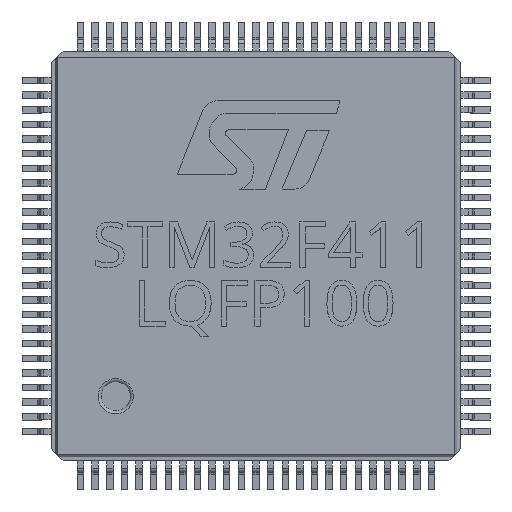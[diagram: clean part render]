
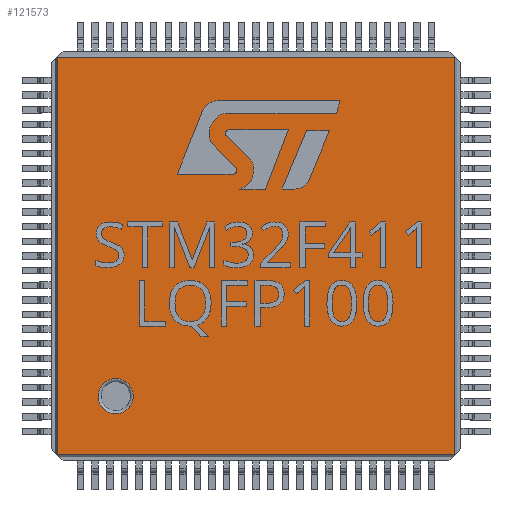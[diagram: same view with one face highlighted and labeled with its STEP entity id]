
A CAD part, top view. The second image highlights one B-rep face of the part: STEP entity #121573.
In plain terms, the highlighted planar face has unit normal (0, 0, 1).
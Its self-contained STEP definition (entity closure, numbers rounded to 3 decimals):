
#121573 = ADVANCED_FACE('',(#121574,#121614),#121587,.F.);
#121574 = FACE_BOUND('',#121575,.F.);
#121575 = EDGE_LOOP('',(#121576));
#121576 = ORIENTED_EDGE('',*,*,#121577,.T.);
#121577 = EDGE_CURVE('',#121578,#121578,#121580,.T.);
#121578 = VERTEX_POINT('',#121579);
#121579 = CARTESIAN_POINT('',(-4.2,-4.8,1.6));
#121580 = SURFACE_CURVE('',#121581,(#121586,#121602),.PCURVE_S1.);
#121581 = CIRCLE('',#121582,0.6);
#121582 = AXIS2_PLACEMENT_3D('',#121583,#121584,#121585);
#121583 = CARTESIAN_POINT('',(-4.8,-4.8,1.6));
#121584 = DIRECTION('',(0.,0.,1.));
#121585 = DIRECTION('',(1.,0.,0.));
#121586 = PCURVE('',#121587,#121592);
#121587 = PLANE('',#121588);
#121588 = AXIS2_PLACEMENT_3D('',#121589,#121590,#121591);
#121589 = CARTESIAN_POINT('',(0.,0.,1.6));
#121590 = DIRECTION('',(0.,0.,-1.));
#121591 = DIRECTION('',(-1.,0.,0.));
#121592 = DEFINITIONAL_REPRESENTATION('',(#121593),#121601);
#121593 = ( BOUNDED_CURVE() B_SPLINE_CURVE(2,(#121594,#121595,#121596,
    #121597,#121598,#121599,#121600),.UNSPECIFIED.,.T.,.F.) 
B_SPLINE_CURVE_WITH_KNOTS((1,2,2,2,2,1),(-2.094,0.,
    2.094,4.189,6.283,8.378),
.UNSPECIFIED.) CURVE() GEOMETRIC_REPRESENTATION_ITEM() 
RATIONAL_B_SPLINE_CURVE((1.,0.5,1.,0.5,1.,0.5,1.)) REPRESENTATION_ITEM(
  '') );
#121594 = CARTESIAN_POINT('',(4.2,-4.8));
#121595 = CARTESIAN_POINT('',(4.2,-3.761));
#121596 = CARTESIAN_POINT('',(5.1,-4.28));
#121597 = CARTESIAN_POINT('',(6.,-4.8));
#121598 = CARTESIAN_POINT('',(5.1,-5.32));
#121599 = CARTESIAN_POINT('',(4.2,-5.839));
#121600 = CARTESIAN_POINT('',(4.2,-4.8));
#121601 = ( GEOMETRIC_REPRESENTATION_CONTEXT(2) 
PARAMETRIC_REPRESENTATION_CONTEXT() REPRESENTATION_CONTEXT('2D SPACE',''
  ) );
#121602 = PCURVE('',#121603,#121608);
#121603 = TOROIDAL_SURFACE('',#121604,0.6,0.1);
#121604 = AXIS2_PLACEMENT_3D('',#121605,#121606,#121607);
#121605 = CARTESIAN_POINT('',(-4.8,-4.8,1.5));
#121606 = DIRECTION('',(0.,0.,1.));
#121607 = DIRECTION('',(1.,0.,0.));
#121608 = DEFINITIONAL_REPRESENTATION('',(#121609),#121613);
#121609 = LINE('',#121610,#121611);
#121610 = CARTESIAN_POINT('',(0.,1.571));
#121611 = VECTOR('',#121612,1.);
#121612 = DIRECTION('',(1.,0.));
#121613 = ( GEOMETRIC_REPRESENTATION_CONTEXT(2) 
PARAMETRIC_REPRESENTATION_CONTEXT() REPRESENTATION_CONTEXT('2D SPACE',''
  ) );
#121614 = FACE_BOUND('',#121615,.F.);
#121615 = EDGE_LOOP('',(#121616,#121646,#121674,#121702));
#121616 = ORIENTED_EDGE('',*,*,#121617,.T.);
#121617 = EDGE_CURVE('',#121618,#121620,#121622,.T.);
#121618 = VERTEX_POINT('',#121619);
#121619 = CARTESIAN_POINT('',(-6.8,-6.8,1.6));
#121620 = VERTEX_POINT('',#121621);
#121621 = CARTESIAN_POINT('',(-6.8,6.8,1.6));
#121622 = SURFACE_CURVE('',#121623,(#121627,#121634),.PCURVE_S1.);
#121623 = LINE('',#121624,#121625);
#121624 = CARTESIAN_POINT('',(-6.8,-7.,1.6));
#121625 = VECTOR('',#121626,1.);
#121626 = DIRECTION('',(0.,1.,0.));
#121627 = PCURVE('',#121587,#121628);
#121628 = DEFINITIONAL_REPRESENTATION('',(#121629),#121633);
#121629 = LINE('',#121630,#121631);
#121630 = CARTESIAN_POINT('',(6.8,-7.));
#121631 = VECTOR('',#121632,1.);
#121632 = DIRECTION('',(0.,1.));
#121633 = ( GEOMETRIC_REPRESENTATION_CONTEXT(2) 
PARAMETRIC_REPRESENTATION_CONTEXT() REPRESENTATION_CONTEXT('2D SPACE',''
  ) );
#121634 = PCURVE('',#121635,#121640);
#121635 = PLANE('',#121636);
#121636 = AXIS2_PLACEMENT_3D('',#121637,#121638,#121639);
#121637 = CARTESIAN_POINT('',(-6.8,-7.,1.6));
#121638 = DIRECTION('',(-0.928,0.,0.371));
#121639 = DIRECTION('',(-0.371,0.,-0.928));
#121640 = DEFINITIONAL_REPRESENTATION('',(#121641),#121645);
#121641 = LINE('',#121642,#121643);
#121642 = CARTESIAN_POINT('',(0.,0.));
#121643 = VECTOR('',#121644,1.);
#121644 = DIRECTION('',(0.,-1.));
#121645 = ( GEOMETRIC_REPRESENTATION_CONTEXT(2) 
PARAMETRIC_REPRESENTATION_CONTEXT() REPRESENTATION_CONTEXT('2D SPACE',''
  ) );
#121646 = ORIENTED_EDGE('',*,*,#121647,.F.);
#121647 = EDGE_CURVE('',#121648,#121620,#121650,.T.);
#121648 = VERTEX_POINT('',#121649);
#121649 = CARTESIAN_POINT('',(6.8,6.8,1.6));
#121650 = SURFACE_CURVE('',#121651,(#121655,#121662),.PCURVE_S1.);
#121651 = LINE('',#121652,#121653);
#121652 = CARTESIAN_POINT('',(7.,6.8,1.6));
#121653 = VECTOR('',#121654,1.);
#121654 = DIRECTION('',(-1.,0.,0.));
#121655 = PCURVE('',#121587,#121656);
#121656 = DEFINITIONAL_REPRESENTATION('',(#121657),#121661);
#121657 = LINE('',#121658,#121659);
#121658 = CARTESIAN_POINT('',(-7.,6.8));
#121659 = VECTOR('',#121660,1.);
#121660 = DIRECTION('',(1.,0.));
#121661 = ( GEOMETRIC_REPRESENTATION_CONTEXT(2) 
PARAMETRIC_REPRESENTATION_CONTEXT() REPRESENTATION_CONTEXT('2D SPACE',''
  ) );
#121662 = PCURVE('',#121663,#121668);
#121663 = PLANE('',#121664);
#121664 = AXIS2_PLACEMENT_3D('',#121665,#121666,#121667);
#121665 = CARTESIAN_POINT('',(7.,7.,1.1));
#121666 = DIRECTION('',(0.,0.928,0.371));
#121667 = DIRECTION('',(0.,-0.371,0.928));
#121668 = DEFINITIONAL_REPRESENTATION('',(#121669),#121673);
#121669 = LINE('',#121670,#121671);
#121670 = CARTESIAN_POINT('',(0.539,0.));
#121671 = VECTOR('',#121672,1.);
#121672 = DIRECTION('',(0.,-1.));
#121673 = ( GEOMETRIC_REPRESENTATION_CONTEXT(2) 
PARAMETRIC_REPRESENTATION_CONTEXT() REPRESENTATION_CONTEXT('2D SPACE',''
  ) );
#121674 = ORIENTED_EDGE('',*,*,#121675,.F.);
#121675 = EDGE_CURVE('',#121676,#121648,#121678,.T.);
#121676 = VERTEX_POINT('',#121677);
#121677 = CARTESIAN_POINT('',(6.8,-6.8,1.6));
#121678 = SURFACE_CURVE('',#121679,(#121683,#121690),.PCURVE_S1.);
#121679 = LINE('',#121680,#121681);
#121680 = CARTESIAN_POINT('',(6.8,-7.,1.6));
#121681 = VECTOR('',#121682,1.);
#121682 = DIRECTION('',(0.,1.,0.));
#121683 = PCURVE('',#121587,#121684);
#121684 = DEFINITIONAL_REPRESENTATION('',(#121685),#121689);
#121685 = LINE('',#121686,#121687);
#121686 = CARTESIAN_POINT('',(-6.8,-7.));
#121687 = VECTOR('',#121688,1.);
#121688 = DIRECTION('',(0.,1.));
#121689 = ( GEOMETRIC_REPRESENTATION_CONTEXT(2) 
PARAMETRIC_REPRESENTATION_CONTEXT() REPRESENTATION_CONTEXT('2D SPACE',''
  ) );
#121690 = PCURVE('',#121691,#121696);
#121691 = PLANE('',#121692);
#121692 = AXIS2_PLACEMENT_3D('',#121693,#121694,#121695);
#121693 = CARTESIAN_POINT('',(7.,-7.,1.1));
#121694 = DIRECTION('',(0.928,0.,0.371));
#121695 = DIRECTION('',(-0.371,0.,0.928));
#121696 = DEFINITIONAL_REPRESENTATION('',(#121697),#121701);
#121697 = LINE('',#121698,#121699);
#121698 = CARTESIAN_POINT('',(0.539,0.));
#121699 = VECTOR('',#121700,1.);
#121700 = DIRECTION('',(0.,-1.));
#121701 = ( GEOMETRIC_REPRESENTATION_CONTEXT(2) 
PARAMETRIC_REPRESENTATION_CONTEXT() REPRESENTATION_CONTEXT('2D SPACE',''
  ) );
#121702 = ORIENTED_EDGE('',*,*,#121703,.T.);
#121703 = EDGE_CURVE('',#121676,#121618,#121704,.T.);
#121704 = SURFACE_CURVE('',#121705,(#121709,#121716),.PCURVE_S1.);
#121705 = LINE('',#121706,#121707);
#121706 = CARTESIAN_POINT('',(7.,-6.8,1.6));
#121707 = VECTOR('',#121708,1.);
#121708 = DIRECTION('',(-1.,0.,0.));
#121709 = PCURVE('',#121587,#121710);
#121710 = DEFINITIONAL_REPRESENTATION('',(#121711),#121715);
#121711 = LINE('',#121712,#121713);
#121712 = CARTESIAN_POINT('',(-7.,-6.8));
#121713 = VECTOR('',#121714,1.);
#121714 = DIRECTION('',(1.,0.));
#121715 = ( GEOMETRIC_REPRESENTATION_CONTEXT(2) 
PARAMETRIC_REPRESENTATION_CONTEXT() REPRESENTATION_CONTEXT('2D SPACE',''
  ) );
#121716 = PCURVE('',#121717,#121722);
#121717 = PLANE('',#121718);
#121718 = AXIS2_PLACEMENT_3D('',#121719,#121720,#121721);
#121719 = CARTESIAN_POINT('',(7.,-6.8,1.6));
#121720 = DIRECTION('',(0.,-0.928,0.371));
#121721 = DIRECTION('',(0.,-0.371,-0.928));
#121722 = DEFINITIONAL_REPRESENTATION('',(#121723),#121727);
#121723 = LINE('',#121724,#121725);
#121724 = CARTESIAN_POINT('',(0.,0.));
#121725 = VECTOR('',#121726,1.);
#121726 = DIRECTION('',(0.,-1.));
#121727 = ( GEOMETRIC_REPRESENTATION_CONTEXT(2) 
PARAMETRIC_REPRESENTATION_CONTEXT() REPRESENTATION_CONTEXT('2D SPACE',''
  ) );
